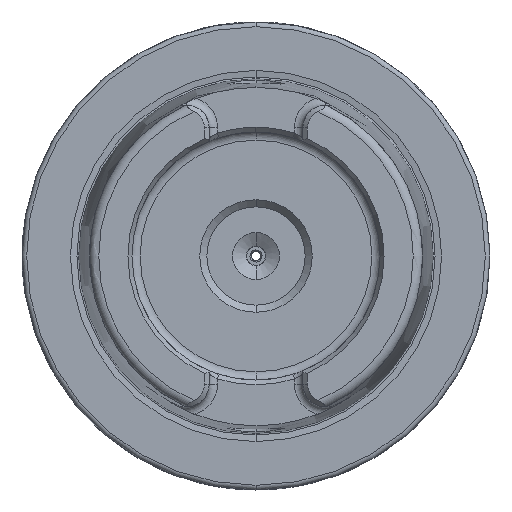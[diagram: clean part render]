
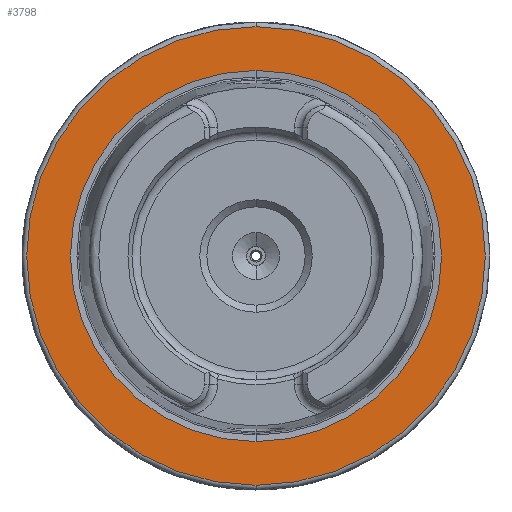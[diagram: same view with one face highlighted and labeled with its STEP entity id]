
A CAD part, left-side view. The second image highlights one B-rep face of the part: STEP entity #3798.
In plain terms, the highlighted planar face has unit normal (-1, 0, 0).
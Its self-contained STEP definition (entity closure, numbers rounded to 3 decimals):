
#471 = DIRECTION ( 'NONE',  ( -1., 0., 0. ) ) ;
#574 = DIRECTION ( 'NONE',  ( 1., 0., 0. ) ) ;
#869 = DIRECTION ( 'NONE',  ( 1., 0., 0. ) ) ;
#888 = AXIS2_PLACEMENT_3D ( 'NONE', #6551, #471, #5975 ) ;
#1087 = EDGE_LOOP ( 'NONE', ( #7206, #2470 ) ) ;
#1409 = VERTEX_POINT ( 'NONE', #5520 ) ;
#1632 = DIRECTION ( 'NONE',  ( 0., 0., -1. ) ) ;
#1797 = EDGE_CURVE ( 'NONE', #1409, #6456, #6571, .T. ) ;
#1905 = EDGE_LOOP ( 'NONE', ( #4126, #6531 ) ) ;
#1944 = AXIS2_PLACEMENT_3D ( 'NONE', #6533, #574, #4314 ) ;
#1986 = EDGE_CURVE ( 'NONE', #2513, #3734, #5951, .T. ) ;
#2419 = EDGE_CURVE ( 'NONE', #6456, #1409, #5959, .T. ) ;
#2470 = ORIENTED_EDGE ( 'NONE', *, *, #1986, .F. ) ;
#2513 = VERTEX_POINT ( 'NONE', #6051 ) ;
#2565 = AXIS2_PLACEMENT_3D ( 'NONE', #5496, #6808, #7322 ) ;
#2583 = AXIS2_PLACEMENT_3D ( 'NONE', #6908, #869, #1632 ) ;
#2820 = EDGE_CURVE ( 'NONE', #3734, #2513, #3060, .T. ) ;
#2883 = DIRECTION ( 'NONE',  ( 0., 0., -1. ) ) ;
#3060 = CIRCLE ( 'NONE', #1944, 49. ) ;
#3585 = FACE_OUTER_BOUND ( 'NONE', #1087, .T. ) ;
#3734 = VERTEX_POINT ( 'NONE', #5394 ) ;
#3798 = ADVANCED_FACE ( 'NONE', ( #7768, #3585 ), #4163, .T. ) ;
#4126 = ORIENTED_EDGE ( 'NONE', *, *, #1797, .T. ) ;
#4163 = PLANE ( 'NONE',  #888 ) ;
#4314 = DIRECTION ( 'NONE',  ( 0., 0., -1. ) ) ;
#4325 = AXIS2_PLACEMENT_3D ( 'NONE', #5306, #7072, #2883 ) ;
#5306 = CARTESIAN_POINT ( 'NONE',  ( 0., 0., 0. ) ) ;
#5394 = CARTESIAN_POINT ( 'NONE',  ( 0., 0., -49. ) ) ;
#5496 = CARTESIAN_POINT ( 'NONE',  ( 0., 0., 0. ) ) ;
#5520 = CARTESIAN_POINT ( 'NONE',  ( 0., 0., 39.647 ) ) ;
#5577 = CARTESIAN_POINT ( 'NONE',  ( 0., 0., -39.647 ) ) ;
#5951 = CIRCLE ( 'NONE', #2583, 49. ) ;
#5959 = CIRCLE ( 'NONE', #2565, 39.647 ) ;
#5975 = DIRECTION ( 'NONE',  ( 0., 0., 1. ) ) ;
#6051 = CARTESIAN_POINT ( 'NONE',  ( 0., 0., 49. ) ) ;
#6456 = VERTEX_POINT ( 'NONE', #5577 ) ;
#6531 = ORIENTED_EDGE ( 'NONE', *, *, #2419, .T. ) ;
#6533 = CARTESIAN_POINT ( 'NONE',  ( 0., 0., 0. ) ) ;
#6551 = CARTESIAN_POINT ( 'NONE',  ( 0., 39.647, 0. ) ) ;
#6571 = CIRCLE ( 'NONE', #4325, 39.647 ) ;
#6808 = DIRECTION ( 'NONE',  ( 1., 0., 0. ) ) ;
#6908 = CARTESIAN_POINT ( 'NONE',  ( 0., 0., 0. ) ) ;
#7072 = DIRECTION ( 'NONE',  ( 1., 0., 0. ) ) ;
#7206 = ORIENTED_EDGE ( 'NONE', *, *, #2820, .F. ) ;
#7322 = DIRECTION ( 'NONE',  ( 0., 0., -1. ) ) ;
#7768 = FACE_BOUND ( 'NONE', #1905, .T. ) ;
